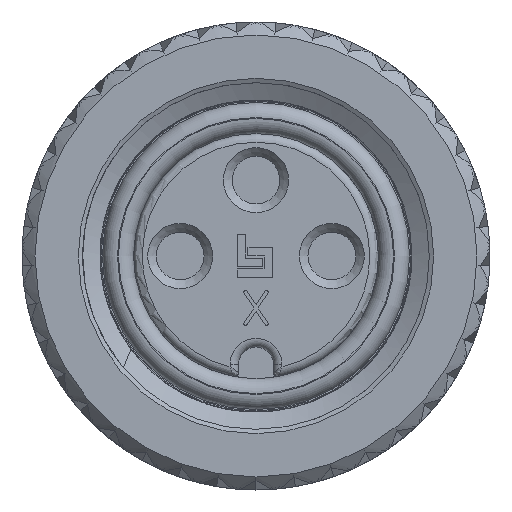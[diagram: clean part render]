
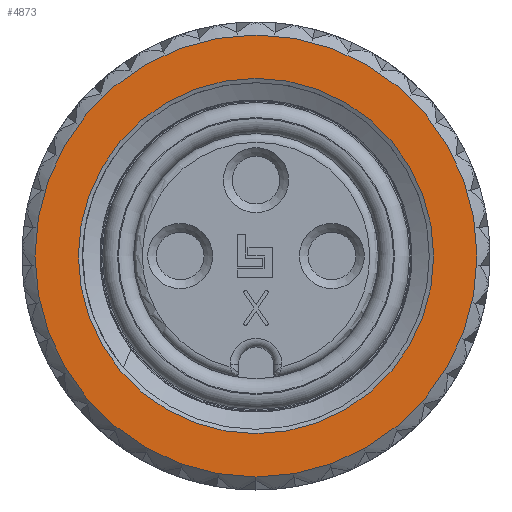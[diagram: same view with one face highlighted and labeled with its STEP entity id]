
A CAD part, left-side view. The second image highlights one B-rep face of the part: STEP entity #4873.
In plain terms, the highlighted planar face has unit normal (-1, 0, 0).
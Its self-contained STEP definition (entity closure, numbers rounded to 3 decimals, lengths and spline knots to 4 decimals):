
#4873=ADVANCED_FACE('',(#6625,#6626),#6107,.F.);
#6107=PLANE('',#18666);
#6625=FACE_BOUND('',#6899,.T.);
#6626=FACE_BOUND('',#6900,.T.);
#6899=EDGE_LOOP('',(#9371));
#6900=EDGE_LOOP('',(#9372));
#9371=ORIENTED_EDGE('',*,*,#16717,.T.);
#9372=ORIENTED_EDGE('',*,*,#16718,.F.);
#14934=VERTEX_POINT('',#26504);
#14935=VERTEX_POINT('',#26506);
#16717=EDGE_CURVE('',#14934,#14934,#18447,.T.);
#16718=EDGE_CURVE('',#14935,#14935,#18448,.T.);
#18447=CIRCLE('',#18664,4.1);
#18448=CIRCLE('',#18665,5.1);
#18664=AXIS2_PLACEMENT_3D('',#26503,#19234,#19235);
#18665=AXIS2_PLACEMENT_3D('',#26505,#19236,#19237);
#18666=AXIS2_PLACEMENT_3D('',#26507,#19238,#19239);
#19234=DIRECTION('',(1.,0.,0.));
#19235=DIRECTION('',(0.,-1.,0.));
#19236=DIRECTION('',(1.,0.,0.));
#19237=DIRECTION('',(0.,-1.,0.));
#19238=DIRECTION('',(1.,0.,0.));
#19239=DIRECTION('',(0.,-1.,0.));
#26503=CARTESIAN_POINT('',(-0.9,0.,0.));
#26504=CARTESIAN_POINT('',(-0.9,-4.1,0.));
#26505=CARTESIAN_POINT('',(-0.9,0.,0.));
#26506=CARTESIAN_POINT('',(-0.9,-5.1,0.));
#26507=CARTESIAN_POINT('',(-0.9,0.,-3.6));
